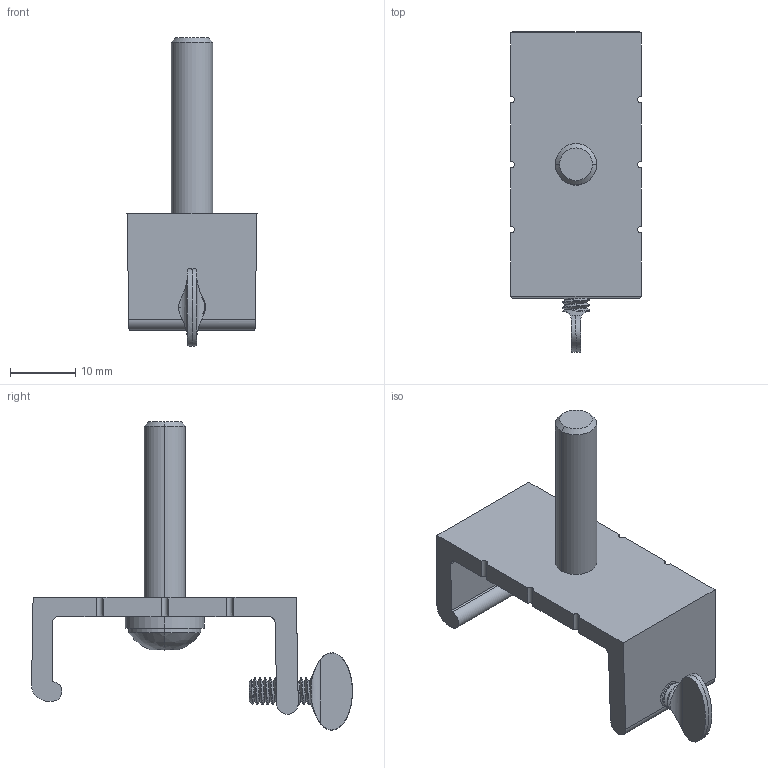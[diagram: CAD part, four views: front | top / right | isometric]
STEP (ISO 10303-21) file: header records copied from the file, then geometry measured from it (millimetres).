
FILE_DESCRIPTION((''),'2;1');
FILE_NAME('185673_ASM','2015-03-04T',('PDMAdmin'),(''),'PRO/ENGINEER BY PARAMETRIC TECHNOLOGY CORPORATION, 2013230','PRO/ENGINEER BY PARAMETRIC TECHNOLOGY CORPORATION, 2013230','');
FILE_SCHEMA(('CONFIG_CONTROL_DESIGN'));
Products named in the file (5): 184583; 53275_FLAT; 1_4X1_1_4_HEX_BHCS; 185243; 185673_ASM
Assembly tree (4 placements, depth 2):
  185673_ASM
    184583
    53275_FLAT
    1_4X1_1_4_HEX_BHCS
    185243
Bounding box: 20 x 49.36 x 47.43 mm (x, y, z)
Volume: 5459.3 mm3; surface area: 4902.7 mm2
Topology: 3 solids, 6 shells, 96 faces, 276 edges, 184 vertices
Faces by surface type: cylinder 48, plane 29, cone 12, bspline 5, revolution 2
Entity records: 10450 total; most frequent: CARTESIAN_POINT 8023, ORIENTED_EDGE 521, DIRECTION 400, EDGE_CURVE 274, VERTEX_POINT 184, AXIS2_PLACEMENT_3D 150, B_SPLINE_CURVE_WITH_KNOTS 128, EDGE_LOOP 103
